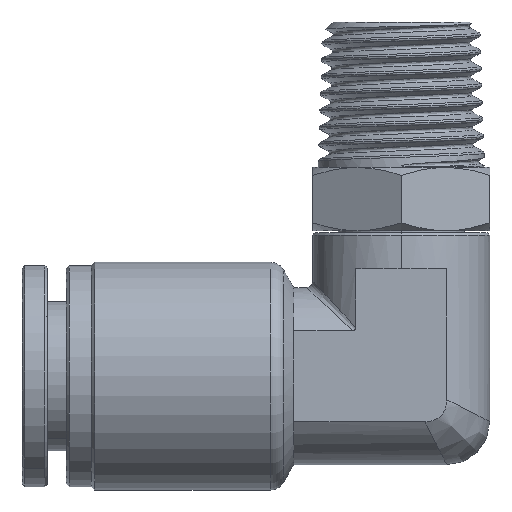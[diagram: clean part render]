
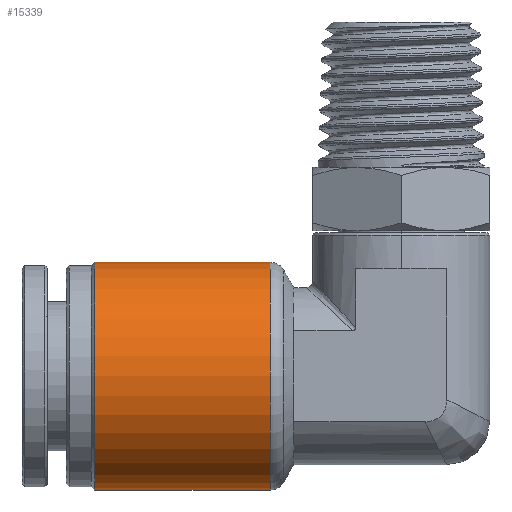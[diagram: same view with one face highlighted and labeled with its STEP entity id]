
A CAD part, left-side view. The second image highlights one B-rep face of the part: STEP entity #15339.
In plain terms, the highlighted cylindrical face has radius 9 mm (diameter 18 mm), a partial arc.
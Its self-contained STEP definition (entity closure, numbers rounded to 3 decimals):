
#679 = DIRECTION ( 'NONE',  ( 0., -1., 0. ) ) ;
#1925 = CARTESIAN_POINT ( 'NONE',  ( 0., -1.351, -9. ) ) ;
#2240 = LINE ( 'NONE', #19538, #8653 ) ;
#3135 = CIRCLE ( 'NONE', #20052, 9. ) ;
#3176 = ORIENTED_EDGE ( 'NONE', *, *, #33295, .T. ) ;
#4166 = ORIENTED_EDGE ( 'NONE', *, *, #19228, .T. ) ;
#4223 = ORIENTED_EDGE ( 'NONE', *, *, #20122, .T. ) ;
#7698 = CARTESIAN_POINT ( 'NONE',  ( 0., 12.55, 9. ) ) ;
#8138 = CARTESIAN_POINT ( 'NONE',  ( 0., -1.351, 9. ) ) ;
#8653 = VECTOR ( 'NONE', #33184, 1000. ) ;
#8830 = CARTESIAN_POINT ( 'NONE',  ( 0., 12.8, 0. ) ) ;
#9784 = CYLINDRICAL_SURFACE ( 'NONE', #16666, 9. ) ;
#11572 = AXIS2_PLACEMENT_3D ( 'NONE', #15946, #34961, #18685 ) ;
#11809 = CARTESIAN_POINT ( 'NONE',  ( 0., 12.8, 9. ) ) ;
#11849 = DIRECTION ( 'NONE',  ( 0., 1., 0. ) ) ;
#11883 = VERTEX_POINT ( 'NONE', #8138 ) ;
#12295 = VERTEX_POINT ( 'NONE', #31853 ) ;
#13572 = VECTOR ( 'NONE', #14524, 1000. ) ;
#14524 = DIRECTION ( 'NONE',  ( 0., -1., 0. ) ) ;
#14950 = EDGE_LOOP ( 'NONE', ( #15164, #4166, #3176, #4223 ) ) ;
#15164 = ORIENTED_EDGE ( 'NONE', *, *, #28713, .F. ) ;
#15339 = ADVANCED_FACE ( 'NONE', ( #19575 ), #9784, .T. ) ;
#15946 = CARTESIAN_POINT ( 'NONE',  ( 0., 12.55, 0. ) ) ;
#16666 = AXIS2_PLACEMENT_3D ( 'NONE', #8830, #679, #33383 ) ;
#18685 = DIRECTION ( 'NONE',  ( 0., 0., 1. ) ) ;
#19228 = EDGE_CURVE ( 'NONE', #30884, #12295, #24955, .T. ) ;
#19538 = CARTESIAN_POINT ( 'NONE',  ( 0., 12.8, -9. ) ) ;
#19575 = FACE_OUTER_BOUND ( 'NONE', #14950, .T. ) ;
#20052 = AXIS2_PLACEMENT_3D ( 'NONE', #28105, #11849, #30853 ) ;
#20122 = EDGE_CURVE ( 'NONE', #24771, #11883, #3135, .T. ) ;
#24771 = VERTEX_POINT ( 'NONE', #1925 ) ;
#24955 = CIRCLE ( 'NONE', #11572, 9. ) ;
#28008 = LINE ( 'NONE', #11809, #13572 ) ;
#28105 = CARTESIAN_POINT ( 'NONE',  ( 0., -1.351, 0. ) ) ;
#28713 = EDGE_CURVE ( 'NONE', #30884, #11883, #28008, .T. ) ;
#30853 = DIRECTION ( 'NONE',  ( 0., 0., -1. ) ) ;
#30884 = VERTEX_POINT ( 'NONE', #7698 ) ;
#31853 = CARTESIAN_POINT ( 'NONE',  ( 0., 12.55, -9. ) ) ;
#33184 = DIRECTION ( 'NONE',  ( 0., -1., 0. ) ) ;
#33295 = EDGE_CURVE ( 'NONE', #12295, #24771, #2240, .T. ) ;
#33383 = DIRECTION ( 'NONE',  ( 0., 0., -1. ) ) ;
#34961 = DIRECTION ( 'NONE',  ( 0., -1., 0. ) ) ;
